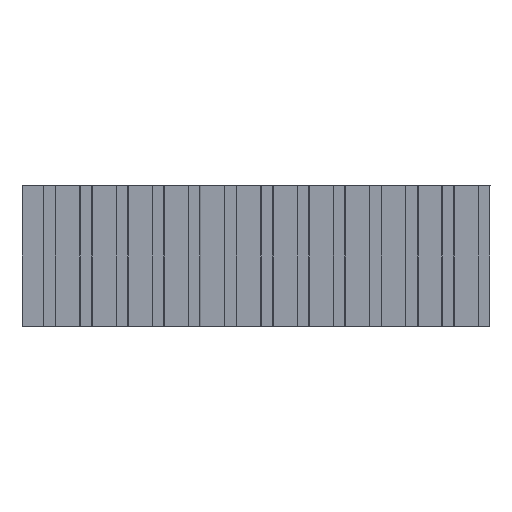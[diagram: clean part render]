
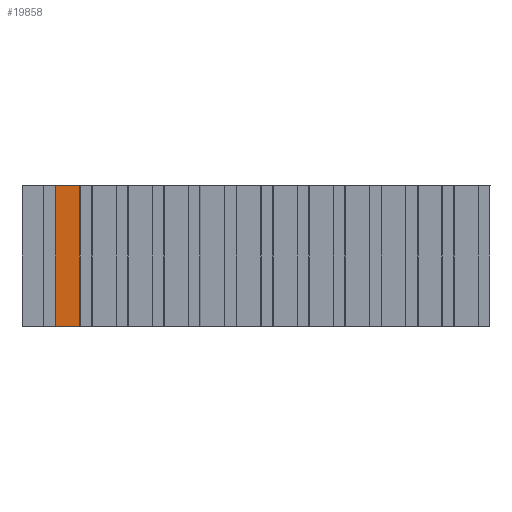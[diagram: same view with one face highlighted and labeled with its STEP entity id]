
A CAD part, front view. The second image highlights one B-rep face of the part: STEP entity #19858.
In plain terms, the highlighted planar face has unit normal (-0.088, -0.996, 0).
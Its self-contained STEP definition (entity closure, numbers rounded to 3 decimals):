
#895 = CARTESIAN_POINT ( 'NONE',  ( -105.152, -59.184, 40. ) ) ;
#2269 = EDGE_CURVE ( 'NONE', #13103, #15886, #14230, .T. ) ;
#2911 = ORIENTED_EDGE ( 'NONE', *, *, #8332, .F. ) ;
#3791 = DIRECTION ( 'NONE',  ( 0.996, -0.088, 0. ) ) ;
#3847 = LINE ( 'NONE', #14986, #20999 ) ;
#6438 = VECTOR ( 'NONE', #17514, 1000. ) ;
#7549 = VECTOR ( 'NONE', #10216, 1000. ) ;
#8332 = EDGE_CURVE ( 'NONE', #15886, #14870, #3847, .T. ) ;
#10216 = DIRECTION ( 'NONE',  ( 0., 0., -1. ) ) ;
#10559 = CARTESIAN_POINT ( 'NONE',  ( -118.728, -57.986, 40. ) ) ;
#10701 = ORIENTED_EDGE ( 'NONE', *, *, #23628, .F. ) ;
#10712 = VECTOR ( 'NONE', #3791, 1000. ) ;
#11634 = AXIS2_PLACEMENT_3D ( 'NONE', #13147, #16906, #17025 ) ;
#12496 = LINE ( 'NONE', #895, #7549 ) ;
#13103 = VERTEX_POINT ( 'NONE', #16714 ) ;
#13147 = CARTESIAN_POINT ( 'NONE',  ( -154.984, -54.787, 40. ) ) ;
#14230 = LINE ( 'NONE', #10559, #6438 ) ;
#14535 = ORIENTED_EDGE ( 'NONE', *, *, #2269, .F. ) ;
#14870 = VERTEX_POINT ( 'NONE', #15514 ) ;
#14986 = CARTESIAN_POINT ( 'NONE',  ( -154.984, -54.787, 40. ) ) ;
#15514 = CARTESIAN_POINT ( 'NONE',  ( -105.152, -59.184, 40. ) ) ;
#15763 = CARTESIAN_POINT ( 'NONE',  ( -118.728, -57.986, 40. ) ) ;
#15882 = LINE ( 'NONE', #23560, #10712 ) ;
#15886 = VERTEX_POINT ( 'NONE', #15763 ) ;
#15907 = EDGE_CURVE ( 'NONE', #13103, #19783, #15882, .T. ) ;
#16407 = CARTESIAN_POINT ( 'NONE',  ( -105.152, -59.184, -40. ) ) ;
#16714 = CARTESIAN_POINT ( 'NONE',  ( -118.728, -57.986, -40. ) ) ;
#16906 = DIRECTION ( 'NONE',  ( 0.088, 0.996, 0. ) ) ;
#16920 = ORIENTED_EDGE ( 'NONE', *, *, #15907, .T. ) ;
#17025 = DIRECTION ( 'NONE',  ( -0.996, 0.088, 0. ) ) ;
#17514 = DIRECTION ( 'NONE',  ( 0., 0., 1. ) ) ;
#18785 = FACE_OUTER_BOUND ( 'NONE', #20944, .T. ) ;
#19783 = VERTEX_POINT ( 'NONE', #16407 ) ;
#19858 = ADVANCED_FACE ( 'NONE', ( #18785 ), #23064, .F. ) ;
#20944 = EDGE_LOOP ( 'NONE', ( #14535, #16920, #10701, #2911 ) ) ;
#20999 = VECTOR ( 'NONE', #22648, 1000. ) ;
#22648 = DIRECTION ( 'NONE',  ( 0.996, -0.088, 0. ) ) ;
#23064 = PLANE ( 'NONE',  #11634 ) ;
#23560 = CARTESIAN_POINT ( 'NONE',  ( -154.984, -54.787, -40. ) ) ;
#23628 = EDGE_CURVE ( 'NONE', #14870, #19783, #12496, .T. ) ;
